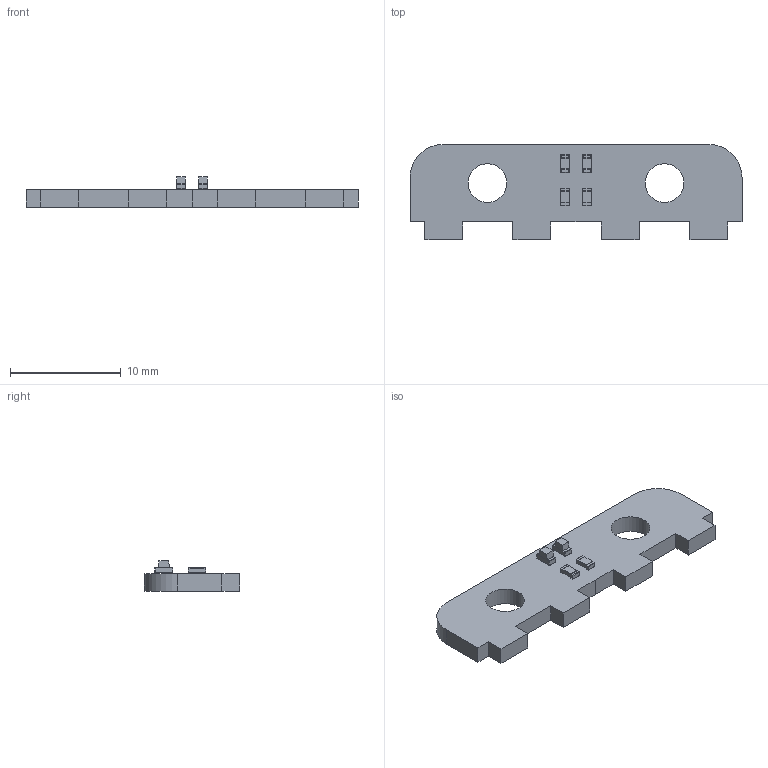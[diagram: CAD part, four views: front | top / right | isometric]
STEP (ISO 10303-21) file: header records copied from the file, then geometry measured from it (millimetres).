
FILE_DESCRIPTION(('KiCad electronic assembly'),'2;1');
FILE_NAME('screw_switch.step','2024-11-01T15:59:15',('Pcbnew'),('Kicad') ,'Open CASCADE STEP processor 7.6','KiCad to STEP converter','Unknown' );
FILE_SCHEMA(('AUTOMOTIVE_DESIGN { 1 0 10303 214 1 1 1 1 }'));
Length unit declared in the file: millimetre
Products named in the file (6): screw_switch 1; LED_0603_1608Metric; SOLID; R_0603_1608Metric; screw_switch PCB
Assembly tree (7 placements, depth 3):
  screw_switch 1
    LED_0603_1608Metric  x2
      SOLID
    R_0603_1608Metric  x2
      SOLID
    screw_switch PCB
Bounding box: 30 x 8.6 x 2.75 mm (x, y, z)
Volume: 337.1 mm3; surface area: 610.7 mm2
Topology: 5 solids, 5 shells, 179 faces, 477 edges, 310 vertices
Faces by surface type: bspline 152, plane 23, cylinder 4
Full cylindrical faces by diameter (mm): 3.5 x2
Entity records: 6909 total; most frequent: CARTESIAN_POINT 2158, ORIENTED_EDGE 552, PCURVE 552, DEFINITIONAL_REPRESENTATION 552, B_SPLINE_CURVE_WITH_KNOTS 539, DIRECTION 295, EDGE_CURVE 276, SURFACE_CURVE 274
